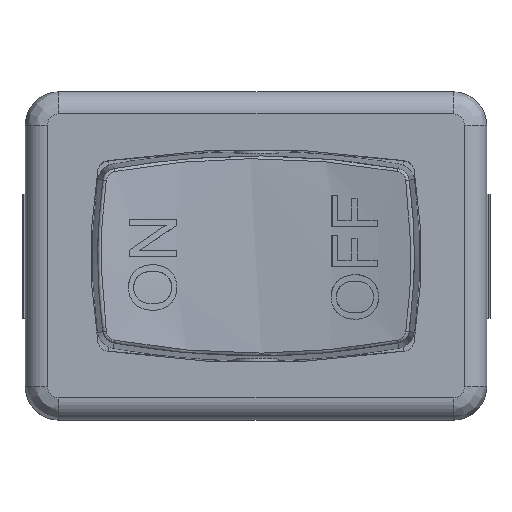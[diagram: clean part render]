
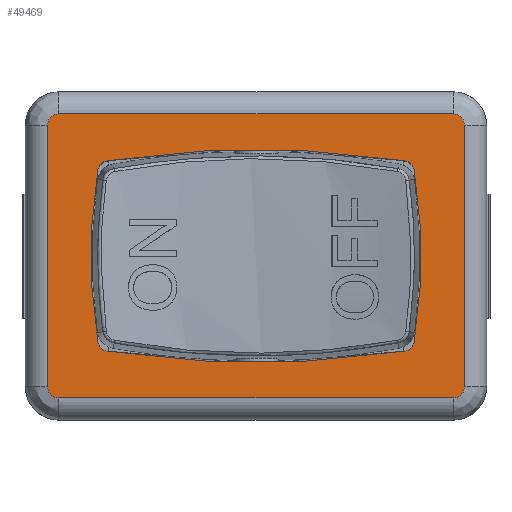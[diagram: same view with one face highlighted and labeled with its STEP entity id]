
A CAD part, top view. The second image highlights one B-rep face of the part: STEP entity #49469.
In plain terms, the highlighted planar face has unit normal (0, 0, 1).
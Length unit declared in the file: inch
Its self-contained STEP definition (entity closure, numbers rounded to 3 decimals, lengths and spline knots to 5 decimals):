
#40464=CARTESIAN_POINT('',(-0.28062,-0.15285,0.62992));
#40465=VERTEX_POINT('',#40464);
#40472=CARTESIAN_POINT('',(-0.26415,-0.16907,0.62992));
#40473=VERTEX_POINT('',#40472);
#40474=CARTESIAN_POINT('',(-0.2612,-0.14961,0.62992));
#40475=DIRECTION('',(0.0,0.0,-1.0));
#40476=DIRECTION('',(-0.986,-0.165,0.0));
#40477=AXIS2_PLACEMENT_3D('',#40474,#40475,#40476);
#40478=CIRCLE('',#40477,0.01969);
#40479=EDGE_CURVE('',#40473,#40465,#40478,.T.);
#40496=CARTESIAN_POINT('',(-0.28062,0.15285,0.62992));
#40497=VERTEX_POINT('',#40496);
#40504=CARTESIAN_POINT('',(0.63355,0.,0.62992));
#40505=DIRECTION('',(0.0,0.0,-1.0));
#40506=DIRECTION('',(-0.986,0.165,0.0));
#40507=AXIS2_PLACEMENT_3D('',#40504,#40505,#40506);
#40508=CIRCLE('',#40507,0.92686);
#40509=EDGE_CURVE('',#40465,#40497,#40508,.T.);
#40521=CARTESIAN_POINT('',(-0.26415,0.16907,0.62992));
#40522=VERTEX_POINT('',#40521);
#40529=CARTESIAN_POINT('',(-0.2612,0.14961,0.62992));
#40530=DIRECTION('',(0.0,0.0,-1.0));
#40531=DIRECTION('',(-0.15,0.989,0.0));
#40532=AXIS2_PLACEMENT_3D('',#40529,#40530,#40531);
#40533=CIRCLE('',#40532,0.01969);
#40534=EDGE_CURVE('',#40497,#40522,#40533,.T.);
#40548=CARTESIAN_POINT('',(0.26415,-0.16907,0.62992));
#40549=VERTEX_POINT('',#40548);
#40550=CARTESIAN_POINT('',(0.,1.57349,0.62992));
#40551=DIRECTION('',(0.0,0.0,-1.0));
#40552=DIRECTION('',(-0.15,-0.989,0.0));
#40553=AXIS2_PLACEMENT_3D('',#40550,#40551,#40552);
#40554=CIRCLE('',#40553,1.76247);
#40555=EDGE_CURVE('',#40549,#40473,#40554,.T.);
#40766=CARTESIAN_POINT('',(0.26415,0.16907,0.62992));
#40767=VERTEX_POINT('',#40766);
#40774=CARTESIAN_POINT('',(0.,-1.57349,0.62992));
#40775=DIRECTION('',(0.0,0.0,-1.0));
#40776=DIRECTION('',(0.15,0.989,0.0));
#40777=AXIS2_PLACEMENT_3D('',#40774,#40775,#40776);
#40778=CIRCLE('',#40777,1.76247);
#40779=EDGE_CURVE('',#40522,#40767,#40778,.T.);
#48842=CARTESIAN_POINT('',(0.28062,-0.15285,0.62992));
#48843=VERTEX_POINT('',#48842);
#48844=CARTESIAN_POINT('',(0.2612,-0.14961,0.62992));
#48845=DIRECTION('',(0.0,0.0,-1.0));
#48846=DIRECTION('',(0.15,-0.989,0.0));
#48847=AXIS2_PLACEMENT_3D('',#48844,#48845,#48846);
#48848=CIRCLE('',#48847,0.01969);
#48849=EDGE_CURVE('',#48843,#40549,#48848,.T.);
#48867=CARTESIAN_POINT('',(0.28062,0.15285,0.62992));
#48868=VERTEX_POINT('',#48867);
#48869=CARTESIAN_POINT('',(-0.63355,0.,0.62992));
#48870=DIRECTION('',(0.0,0.0,-1.0));
#48871=DIRECTION('',(0.986,-0.165,0.0));
#48872=AXIS2_PLACEMENT_3D('',#48869,#48870,#48871);
#48873=CIRCLE('',#48872,0.92686);
#48874=EDGE_CURVE('',#48868,#48843,#48873,.T.);
#48892=CARTESIAN_POINT('',(0.2612,0.14961,0.62992));
#48893=DIRECTION('',(0.0,0.0,-1.0));
#48894=DIRECTION('',(0.986,0.165,0.0));
#48895=AXIS2_PLACEMENT_3D('',#48892,#48893,#48894);
#48896=CIRCLE('',#48895,0.01969);
#48897=EDGE_CURVE('',#40767,#48868,#48896,.T.);
#48922=CARTESIAN_POINT('',(-0.37008,-0.23228,0.62992));
#48923=VERTEX_POINT('',#48922);
#48931=CARTESIAN_POINT('',(-0.37008,0.23228,0.62992));
#48932=VERTEX_POINT('',#48931);
#48933=CARTESIAN_POINT('',(-0.37008,-0.23228,0.62992));
#48934=DIRECTION('',(0.0,1.0,0.0));
#48935=VECTOR('',#48934,0.46457);
#48936=LINE('',#48933,#48935);
#48937=EDGE_CURVE('',#48923,#48932,#48936,.T.);
#49012=CARTESIAN_POINT('',(-0.35039,-0.25197,0.62992));
#49013=VERTEX_POINT('',#49012);
#49021=CARTESIAN_POINT('',(-0.35039,-0.23228,0.62992));
#49022=DIRECTION('',(0.0,0.0,-1.0));
#49023=DIRECTION('',(-0.707,-0.707,0.0));
#49024=AXIS2_PLACEMENT_3D('',#49021,#49022,#49023);
#49025=CIRCLE('',#49024,0.01969);
#49026=EDGE_CURVE('',#49013,#48923,#49025,.T.);
#49092=CARTESIAN_POINT('',(-0.35039,0.25197,0.62992));
#49093=VERTEX_POINT('',#49092);
#49111=CARTESIAN_POINT('',(-0.35039,0.23228,0.62992));
#49112=DIRECTION('',(0.0,0.0,-1.0));
#49113=DIRECTION('',(-0.707,0.707,0.0));
#49114=AXIS2_PLACEMENT_3D('',#49111,#49112,#49113);
#49115=CIRCLE('',#49114,0.01969);
#49116=EDGE_CURVE('',#48932,#49093,#49115,.T.);
#49128=CARTESIAN_POINT('',(0.35039,-0.25197,0.62992));
#49129=VERTEX_POINT('',#49128);
#49137=CARTESIAN_POINT('',(0.35039,-0.25197,0.62992));
#49138=DIRECTION('',(-1.0,0.0,0.0));
#49139=VECTOR('',#49138,0.70079);
#49140=LINE('',#49137,#49139);
#49141=EDGE_CURVE('',#49129,#49013,#49140,.T.);
#49158=CARTESIAN_POINT('',(0.35039,0.25197,0.62992));
#49159=VERTEX_POINT('',#49158);
#49176=CARTESIAN_POINT('',(-0.35039,0.25197,0.62992));
#49177=DIRECTION('',(1.0,0.0,0.0));
#49178=VECTOR('',#49177,0.70079);
#49179=LINE('',#49176,#49178);
#49180=EDGE_CURVE('',#49093,#49159,#49179,.T.);
#49240=CARTESIAN_POINT('',(0.37008,-0.23228,0.62992));
#49241=VERTEX_POINT('',#49240);
#49249=CARTESIAN_POINT('',(0.35039,-0.23228,0.62992));
#49250=DIRECTION('',(0.0,0.0,-1.0));
#49251=DIRECTION('',(0.707,-0.707,0.0));
#49252=AXIS2_PLACEMENT_3D('',#49249,#49250,#49251);
#49253=CIRCLE('',#49252,0.01969);
#49254=EDGE_CURVE('',#49241,#49129,#49253,.T.);
#49320=CARTESIAN_POINT('',(0.37008,0.23228,0.62992));
#49321=VERTEX_POINT('',#49320);
#49339=CARTESIAN_POINT('',(0.35039,0.23228,0.62992));
#49340=DIRECTION('',(0.0,0.0,-1.0));
#49341=DIRECTION('',(0.707,0.707,0.0));
#49342=AXIS2_PLACEMENT_3D('',#49339,#49340,#49341);
#49343=CIRCLE('',#49342,0.01969);
#49344=EDGE_CURVE('',#49159,#49321,#49343,.T.);
#49362=CARTESIAN_POINT('',(0.37008,0.23228,0.62992));
#49363=DIRECTION('',(0.0,-1.0,0.0));
#49364=VECTOR('',#49363,0.46457);
#49365=LINE('',#49362,#49364);
#49366=EDGE_CURVE('',#49321,#49241,#49365,.T.);
#49444=CARTESIAN_POINT('',(-0.40709,-0.27717,0.62992));
#49445=DIRECTION('',(0.0,0.0,1.0));
#49446=DIRECTION('',(1.0,0.0,0.0));
#49447=AXIS2_PLACEMENT_3D('',#49444,#49445,#49446);
#49448=PLANE('',#49447);
#49449=ORIENTED_EDGE('',*,*,#48937,.F.);
#49450=ORIENTED_EDGE('',*,*,#49026,.F.);
#49451=ORIENTED_EDGE('',*,*,#49141,.F.);
#49452=ORIENTED_EDGE('',*,*,#49254,.F.);
#49453=ORIENTED_EDGE('',*,*,#49366,.F.);
#49454=ORIENTED_EDGE('',*,*,#49344,.F.);
#49455=ORIENTED_EDGE('',*,*,#49180,.F.);
#49456=ORIENTED_EDGE('',*,*,#49116,.F.);
#49457=EDGE_LOOP('',(#49449,#49450,#49451,#49452,#49453,#49454,#49455,#49456));
#49458=FACE_OUTER_BOUND('',#49457,.T.);
#49459=ORIENTED_EDGE('',*,*,#40779,.T.);
#49460=ORIENTED_EDGE('',*,*,#48897,.T.);
#49461=ORIENTED_EDGE('',*,*,#48874,.T.);
#49462=ORIENTED_EDGE('',*,*,#48849,.T.);
#49463=ORIENTED_EDGE('',*,*,#40555,.T.);
#49464=ORIENTED_EDGE('',*,*,#40479,.T.);
#49465=ORIENTED_EDGE('',*,*,#40509,.T.);
#49466=ORIENTED_EDGE('',*,*,#40534,.T.);
#49467=EDGE_LOOP('',(#49459,#49460,#49461,#49462,#49463,#49464,#49465,#49466));
#49468=FACE_BOUND('',#49467,.T.);
#49469=ADVANCED_FACE('',(#49458,#49468),#49448,.T.);
